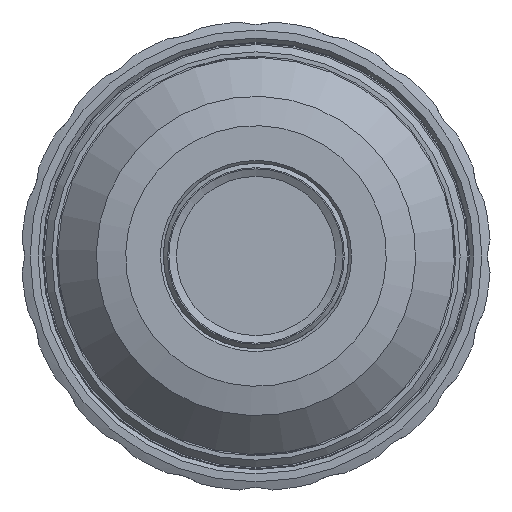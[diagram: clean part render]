
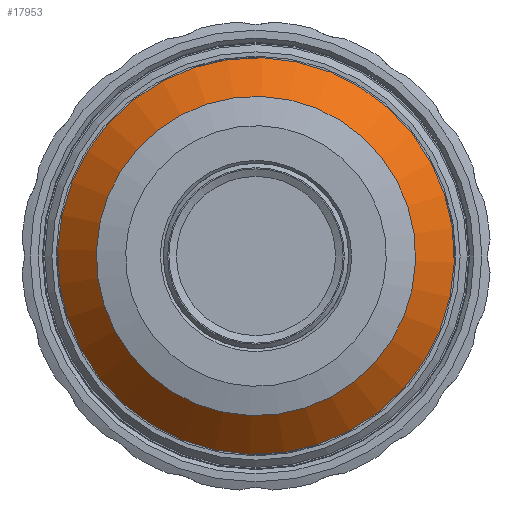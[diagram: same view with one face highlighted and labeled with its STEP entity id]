
A CAD part, front view. The second image highlights one B-rep face of the part: STEP entity #17953.
In plain terms, the highlighted conical face has half-angle 45 degrees and reference radius 13.7 mm.
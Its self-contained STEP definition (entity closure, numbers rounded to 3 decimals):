
#515 = ORIENTED_EDGE ( 'NONE', *, *, #9614, .T. ) ;
#630 = DIRECTION ( 'NONE',  ( 0., 1., 0. ) ) ;
#3160 = AXIS2_PLACEMENT_3D ( 'NONE', #24412, #12182, #22103 ) ;
#4389 = CIRCLE ( 'NONE', #3160, 11.028 ) ;
#4480 = FACE_BOUND ( 'NONE', #11782, .T. ) ;
#5062 = VERTEX_POINT ( 'NONE', #20758 ) ;
#5109 = CONICAL_SURFACE ( 'NONE', #22786, 13.7, 0.785 ) ;
#5241 = DIRECTION ( 'NONE',  ( 0., 1., 0. ) ) ;
#6661 = FACE_OUTER_BOUND ( 'NONE', #17774, .T. ) ;
#6677 = EDGE_CURVE ( 'NONE', #21147, #21147, #6706, .T. ) ;
#6706 = CIRCLE ( 'NONE', #7947, 13.7 ) ;
#7947 = AXIS2_PLACEMENT_3D ( 'NONE', #25310, #5241, #15000 ) ;
#8968 = CARTESIAN_POINT ( 'NONE',  ( 0., 36.151, 16.052 ) ) ;
#9614 = EDGE_CURVE ( 'NONE', #5062, #5062, #4389, .T. ) ;
#11220 = CARTESIAN_POINT ( 'NONE',  ( 0., 36.151, 29.752 ) ) ;
#11782 = EDGE_LOOP ( 'NONE', ( #515 ) ) ;
#12182 = DIRECTION ( 'NONE',  ( 0., 1., 0. ) ) ;
#15000 = DIRECTION ( 'NONE',  ( 0., 0., 1. ) ) ;
#16568 = ORIENTED_EDGE ( 'NONE', *, *, #6677, .F. ) ;
#17774 = EDGE_LOOP ( 'NONE', ( #16568 ) ) ;
#17953 = ADVANCED_FACE ( 'NONE', ( #4480, #6661 ), #5109, .T. ) ;
#20162 = DIRECTION ( 'NONE',  ( 0., 0., 1. ) ) ;
#20758 = CARTESIAN_POINT ( 'NONE',  ( 0., 33.48, 27.08 ) ) ;
#21147 = VERTEX_POINT ( 'NONE', #11220 ) ;
#22103 = DIRECTION ( 'NONE',  ( 0., 0., 1. ) ) ;
#22786 = AXIS2_PLACEMENT_3D ( 'NONE', #8968, #630, #20162 ) ;
#24412 = CARTESIAN_POINT ( 'NONE',  ( 0., 33.48, 16.052 ) ) ;
#25310 = CARTESIAN_POINT ( 'NONE',  ( 0., 36.151, 16.052 ) ) ;
